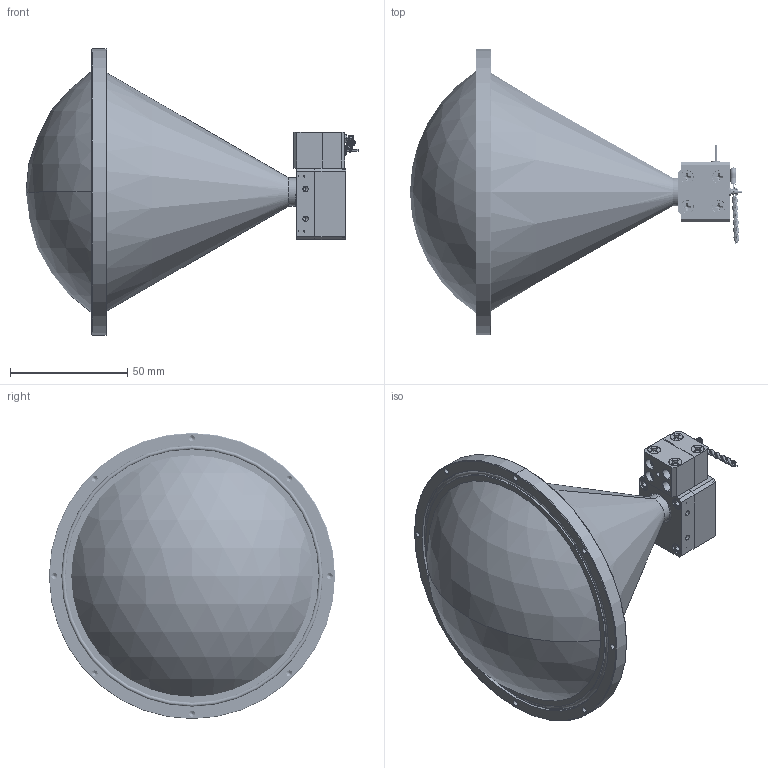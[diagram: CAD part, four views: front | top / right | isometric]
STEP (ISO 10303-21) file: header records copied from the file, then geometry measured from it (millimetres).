
FILE_DESCRIPTION (( 'STEP AP203' ), '1' );
FILE_NAME ('SSS-35310-29L-S1.STEP', '2019-04-03T19:11:53', ( '' ), ( '' ), 'SwSTEP 2.0', 'SolidWorks 2016', '' );
FILE_SCHEMA (( 'CONFIG_CONTROL_DESIGN' ));
Length unit declared in the file: millimetre
Products named in the file (1): SSS-35310-29L-S1
Bounding box: 141.48 x 121.92 x 121.92 mm (x, y, z)
Volume: 213127.1 mm3; surface area: 82246.5 mm2
Topology: 35 solids, 35 shells, 1691 faces, 4496 edges, 2895 vertices
Faces by surface type: cylinder 929, plane 378, cone 305, bspline 58, torus 19, sphere 2
Entity records: 86011 total; most frequent: CARTESIAN_POINT 48588, ORIENTED_EDGE 8844, DIRECTION 6725, EDGE_CURVE 4422, VERTEX_POINT 2895, AXIS2_PLACEMENT_3D 2541, EDGE_LOOP 1887, ADVANCED_FACE 1691
